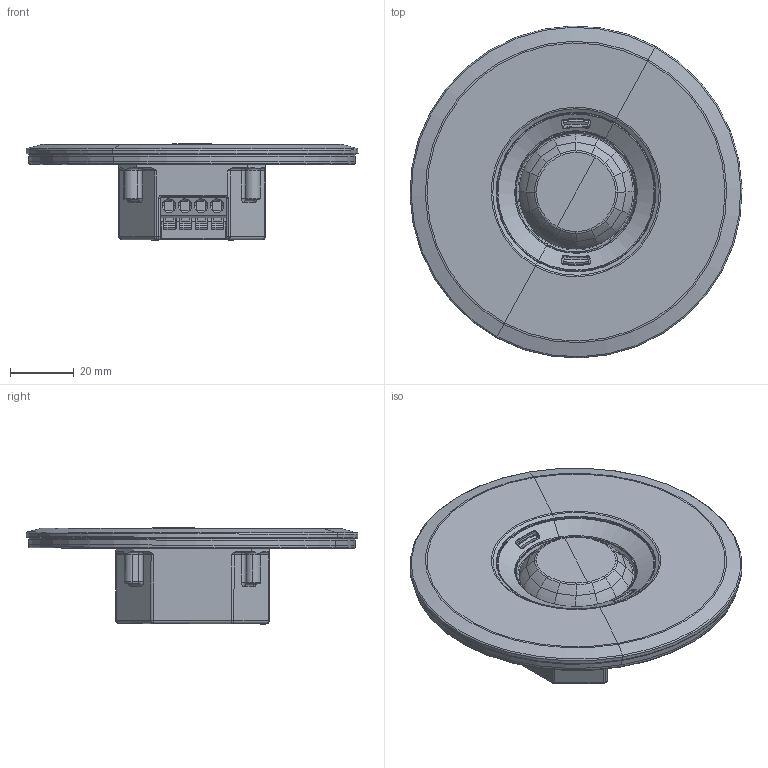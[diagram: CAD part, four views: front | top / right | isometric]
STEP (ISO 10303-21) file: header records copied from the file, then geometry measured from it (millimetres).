
FILE_DESCRIPTION('');
FILE_NAME('');
FILE_SCHEMA(('CONFIG_CONTROL_DESIGN'));
Length unit declared in the file: millimetre
Products named in the file (1): EP10428623
Bounding box: 103.81 x 103.81 x 30.03 mm (x, y, z)
Volume: 75179.3 mm3; surface area: 40585.4 mm2
Topology: 10 solids, 10 shells, 683 faces, 1610 edges, 932 vertices
Faces by surface type: cylinder 197, plane 172, torus 119, bspline 82, cone 72, revolution 19, sphere 18, extrusion 4
Entity records: 22698 total; most frequent: CARTESIAN_POINT 8777, ORIENTED_EDGE 3178, DIRECTION 2187, EDGE_CURVE 1589, AXIS2_PLACEMENT_3D 1047, VERTEX_POINT 932, EDGE_LOOP 709, VECTOR 695
